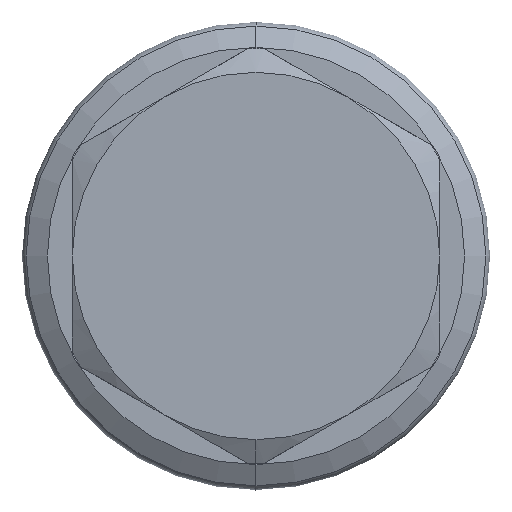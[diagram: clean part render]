
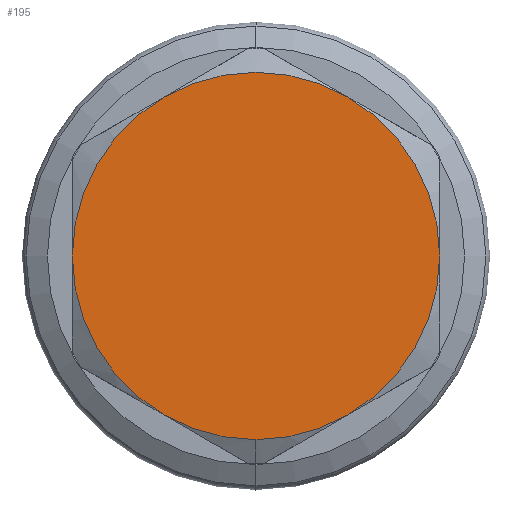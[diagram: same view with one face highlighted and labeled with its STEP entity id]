
A CAD part, left-side view. The second image highlights one B-rep face of the part: STEP entity #195.
In plain terms, the highlighted planar face has unit normal (-1, 0, 0).
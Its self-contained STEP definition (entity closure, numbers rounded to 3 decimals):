
#195 = ADVANCED_FACE ( 'NONE', ( #1932 ), #2498, .F. ) ;
#381 = VERTEX_POINT ( 'NONE', #2859 ) ;
#450 = VERTEX_POINT ( 'NONE', #2928 ) ;
#454 = VERTEX_POINT ( 'NONE', #2932 ) ;
#456 = VERTEX_POINT ( 'NONE', #2934 ) ;
#491 = VERTEX_POINT ( 'NONE', #2967 ) ;
#530 = VERTEX_POINT ( 'NONE', #3006 ) ;
#558 = VERTEX_POINT ( 'NONE', #3034 ) ;
#746 = EDGE_LOOP ( 'NONE', ( #2242, #2277, #2198, #2190, #2229, #2257, #2167 ) ) ;
#848 = EDGE_CURVE ( 'NONE', #558, #530, #1975, .T. ) ;
#849 = EDGE_CURVE ( 'NONE', #491, #381, #1977, .T. ) ;
#1052 = EDGE_CURVE ( 'NONE', #381, #558, #4992, .T. ) ;
#1235 = AXIS2_PLACEMENT_3D ( 'NONE', #2496, #2501, #2502 ) ;
#1248 = AXIS2_PLACEMENT_3D ( 'NONE', #3124, #3125, #3126 ) ;
#1252 = AXIS2_PLACEMENT_3D ( 'NONE', #3128, #3129, #3130 ) ;
#1557 = EDGE_CURVE ( 'NONE', #454, #491, #5256, .T. ) ;
#1558 = EDGE_CURVE ( 'NONE', #450, #454, #5257, .T. ) ;
#1559 = EDGE_CURVE ( 'NONE', #456, #450, #5258, .T. ) ;
#1560 = EDGE_CURVE ( 'NONE', #530, #456, #5259, .T. ) ;
#1932 = FACE_OUTER_BOUND ( 'NONE', #746, .T. ) ;
#1975 = CIRCLE ( 'NONE', #1248, 15.85 ) ;
#1977 = CIRCLE ( 'NONE', #1252, 15.85 ) ;
#2167 = ORIENTED_EDGE ( 'NONE', *, *, #1558, .T. ) ;
#2190 = ORIENTED_EDGE ( 'NONE', *, *, #848, .T. ) ;
#2198 = ORIENTED_EDGE ( 'NONE', *, *, #1052, .T. ) ;
#2229 = ORIENTED_EDGE ( 'NONE', *, *, #1560, .T. ) ;
#2242 = ORIENTED_EDGE ( 'NONE', *, *, #1557, .T. ) ;
#2257 = ORIENTED_EDGE ( 'NONE', *, *, #1559, .T. ) ;
#2277 = ORIENTED_EDGE ( 'NONE', *, *, #849, .T. ) ;
#2496 = CARTESIAN_POINT ( 'NONE',  ( 0.328, 6.013, -9.151 ) ) ;
#2498 = PLANE ( 'NONE',  #1235 ) ;
#2501 = DIRECTION ( 'NONE',  ( 1., 0., 0. ) ) ;
#2502 = DIRECTION ( 'NONE',  ( 0., 0., -1. ) ) ;
#2859 = CARTESIAN_POINT ( 'NONE',  ( 0.328, 21.863, -15.85 ) ) ;
#2928 = CARTESIAN_POINT ( 'NONE',  ( 0.328, 29.788, 13.727 ) ) ;
#2932 = CARTESIAN_POINT ( 'NONE',  ( 0.328, 37.713, 0. ) ) ;
#2934 = CARTESIAN_POINT ( 'NONE',  ( 0.328, 13.938, 13.727 ) ) ;
#2967 = CARTESIAN_POINT ( 'NONE',  ( 0.328, 29.788, -13.727 ) ) ;
#3006 = CARTESIAN_POINT ( 'NONE',  ( 0.328, 6.013, 0. ) ) ;
#3034 = CARTESIAN_POINT ( 'NONE',  ( 0.328, 13.938, -13.727 ) ) ;
#3124 = CARTESIAN_POINT ( 'NONE',  ( 0.328, 21.863, 0. ) ) ;
#3125 = DIRECTION ( 'NONE',  ( -1., 0., 0. ) ) ;
#3126 = DIRECTION ( 'NONE',  ( 0., 0., 1. ) ) ;
#3128 = CARTESIAN_POINT ( 'NONE',  ( 0.328, 21.863, 0. ) ) ;
#3129 = DIRECTION ( 'NONE',  ( -1., 0., 0. ) ) ;
#3130 = DIRECTION ( 'NONE',  ( 0., 0., 1. ) ) ;
#4169 = AXIS2_PLACEMENT_3D ( 'NONE', #4770, #4771, #4772 ) ;
#4269 = AXIS2_PLACEMENT_3D ( 'NONE', #6639, #6640, #6641 ) ;
#4270 = AXIS2_PLACEMENT_3D ( 'NONE', #6642, #6643, #6644 ) ;
#4271 = AXIS2_PLACEMENT_3D ( 'NONE', #6647, #6648, #6649 ) ;
#4272 = AXIS2_PLACEMENT_3D ( 'NONE', #6652, #6653, #6654 ) ;
#4770 = CARTESIAN_POINT ( 'NONE',  ( 0.328, 21.863, 0. ) ) ;
#4771 = DIRECTION ( 'NONE',  ( -1., 0., 0. ) ) ;
#4772 = DIRECTION ( 'NONE',  ( 0., 0., 1. ) ) ;
#4992 = CIRCLE ( 'NONE', #4169, 15.85 ) ;
#5256 = CIRCLE ( 'NONE', #4269, 15.85 ) ;
#5257 = CIRCLE ( 'NONE', #4270, 15.85 ) ;
#5258 = CIRCLE ( 'NONE', #4271, 15.85 ) ;
#5259 = CIRCLE ( 'NONE', #4272, 15.85 ) ;
#6639 = CARTESIAN_POINT ( 'NONE',  ( 0.328, 21.863, 0. ) ) ;
#6640 = DIRECTION ( 'NONE',  ( -1., 0., 0. ) ) ;
#6641 = DIRECTION ( 'NONE',  ( 0., 0., 1. ) ) ;
#6642 = CARTESIAN_POINT ( 'NONE',  ( 0.328, 21.863, 0. ) ) ;
#6643 = DIRECTION ( 'NONE',  ( -1., 0., 0. ) ) ;
#6644 = DIRECTION ( 'NONE',  ( 0., 0., 1. ) ) ;
#6647 = CARTESIAN_POINT ( 'NONE',  ( 0.328, 21.863, 0. ) ) ;
#6648 = DIRECTION ( 'NONE',  ( -1., 0., 0. ) ) ;
#6649 = DIRECTION ( 'NONE',  ( 0., 0., 1. ) ) ;
#6652 = CARTESIAN_POINT ( 'NONE',  ( 0.328, 21.863, 0. ) ) ;
#6653 = DIRECTION ( 'NONE',  ( -1., 0., 0. ) ) ;
#6654 = DIRECTION ( 'NONE',  ( 0., 0., 1. ) ) ;
